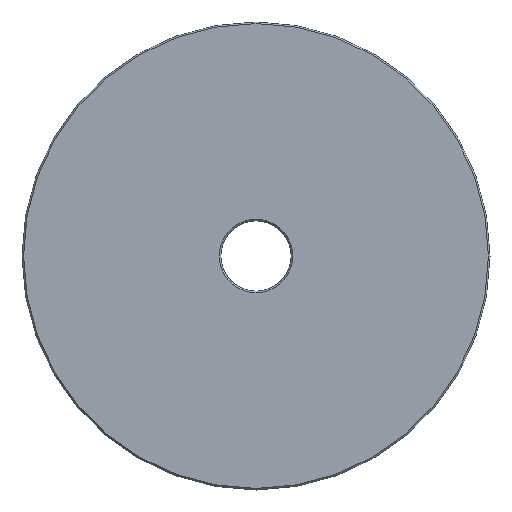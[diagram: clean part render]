
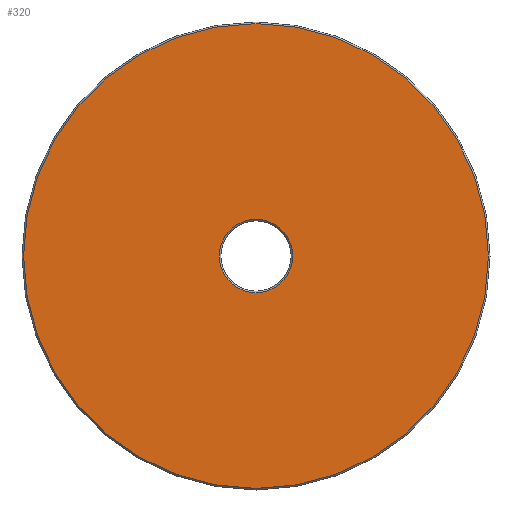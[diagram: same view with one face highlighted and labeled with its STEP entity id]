
A CAD part, front view. The second image highlights one B-rep face of the part: STEP entity #320.
In plain terms, the highlighted planar face has unit normal (0, -1, 0).
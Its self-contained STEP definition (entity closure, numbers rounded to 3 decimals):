
#4 = FACE_BOUND ( 'NONE', #223, .T. ) ;
#13 = CARTESIAN_POINT ( 'NONE',  ( 4.7, -9.5, 0. ) ) ;
#24 = DIRECTION ( 'NONE',  ( 0., 0., -1. ) ) ;
#25 = CIRCLE ( 'NONE', #200, 29.8 ) ;
#26 = CARTESIAN_POINT ( 'NONE',  ( 0., -9.5, -4.7 ) ) ;
#59 = CARTESIAN_POINT ( 'NONE',  ( 0., -9.5, 0. ) ) ;
#66 = ORIENTED_EDGE ( 'NONE', *, *, #126, .T. ) ;
#74 = DIRECTION ( 'NONE',  ( 0., -1., 0. ) ) ;
#126 = EDGE_CURVE ( 'NONE', #129, #301, #351, .T. ) ;
#129 = VERTEX_POINT ( 'NONE', #215 ) ;
#148 = CIRCLE ( 'NONE', #182, 4.7 ) ;
#151 = EDGE_CURVE ( 'NONE', #449, #176, #148, .T. ) ;
#156 = DIRECTION ( 'NONE',  ( 0., -1., 0. ) ) ;
#176 = VERTEX_POINT ( 'NONE', #222 ) ;
#181 = CARTESIAN_POINT ( 'NONE',  ( 0., -9.5, 0. ) ) ;
#182 = AXIS2_PLACEMENT_3D ( 'NONE', #325, #286, #354 ) ;
#198 = DIRECTION ( 'NONE',  ( 0., -1., 0. ) ) ;
#200 = AXIS2_PLACEMENT_3D ( 'NONE', #284, #156, #360 ) ;
#202 = EDGE_LOOP ( 'NONE', ( #227, #66 ) ) ;
#215 = CARTESIAN_POINT ( 'NONE',  ( 0., -9.5, -29.8 ) ) ;
#222 = CARTESIAN_POINT ( 'NONE',  ( 0., -9.5, 4.7 ) ) ;
#223 = EDGE_LOOP ( 'NONE', ( #270, #245 ) ) ;
#227 = ORIENTED_EDGE ( 'NONE', *, *, #230, .T. ) ;
#230 = EDGE_CURVE ( 'NONE', #301, #129, #25, .T. ) ;
#245 = ORIENTED_EDGE ( 'NONE', *, *, #440, .F. ) ;
#270 = ORIENTED_EDGE ( 'NONE', *, *, #151, .F. ) ;
#284 = CARTESIAN_POINT ( 'NONE',  ( 0., -9.5, 0. ) ) ;
#286 = DIRECTION ( 'NONE',  ( 0., -1., 0. ) ) ;
#301 = VERTEX_POINT ( 'NONE', #381 ) ;
#308 = AXIS2_PLACEMENT_3D ( 'NONE', #59, #198, #334 ) ;
#318 = FACE_OUTER_BOUND ( 'NONE', #202, .T. ) ;
#320 = ADVANCED_FACE ( 'NONE', ( #318, #4 ), #418, .T. ) ;
#325 = CARTESIAN_POINT ( 'NONE',  ( 0., -9.5, 0. ) ) ;
#334 = DIRECTION ( 'NONE',  ( 0., 0., -1. ) ) ;
#351 = CIRCLE ( 'NONE', #370, 29.8 ) ;
#354 = DIRECTION ( 'NONE',  ( 0., 0., -1. ) ) ;
#360 = DIRECTION ( 'NONE',  ( 0., 0., -1. ) ) ;
#370 = AXIS2_PLACEMENT_3D ( 'NONE', #181, #432, #419 ) ;
#376 = AXIS2_PLACEMENT_3D ( 'NONE', #13, #74, #24 ) ;
#381 = CARTESIAN_POINT ( 'NONE',  ( 0., -9.5, 29.8 ) ) ;
#418 = PLANE ( 'NONE',  #376 ) ;
#419 = DIRECTION ( 'NONE',  ( 0., 0., -1. ) ) ;
#423 = CIRCLE ( 'NONE', #308, 4.7 ) ;
#432 = DIRECTION ( 'NONE',  ( 0., -1., 0. ) ) ;
#440 = EDGE_CURVE ( 'NONE', #176, #449, #423, .T. ) ;
#449 = VERTEX_POINT ( 'NONE', #26 ) ;
